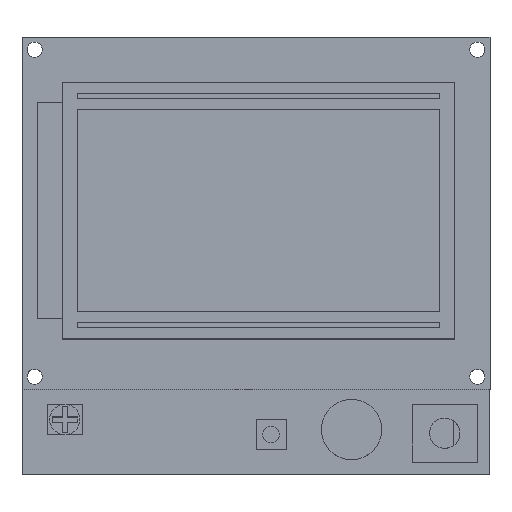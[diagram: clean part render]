
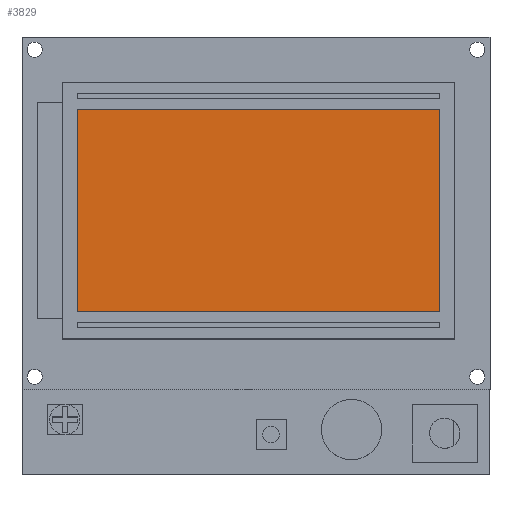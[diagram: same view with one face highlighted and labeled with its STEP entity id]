
A CAD part, top view. The second image highlights one B-rep face of the part: STEP entity #3829.
In plain terms, the highlighted planar face has unit normal (0, 0, 1).
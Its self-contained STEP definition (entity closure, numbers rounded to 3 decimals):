
#379 = EDGE_LOOP ( 'NONE', ( #5455, #5512, #5480, #5497 ) ) ;
#513 = VECTOR ( 'NONE', #4550, 1000. ) ;
#571 = VECTOR ( 'NONE', #4613, 1000. ) ;
#659 = VECTOR ( 'NONE', #4373, 1000. ) ;
#662 = VECTOR ( 'NONE', #4454, 1000. ) ;
#833 = FACE_OUTER_BOUND ( 'NONE', #379, .T. ) ;
#839 = AXIS2_PLACEMENT_3D ( 'NONE', #1779, #1780, #1781 ) ;
#1778 = PLANE ( 'NONE',  #839 ) ;
#1779 = CARTESIAN_POINT ( 'NONE',  ( 0., 0., 7. ) ) ;
#1780 = DIRECTION ( 'NONE',  ( 0., 0., 1. ) ) ;
#1781 = DIRECTION ( 'NONE',  ( 1., 0., 0. ) ) ;
#3471 = CARTESIAN_POINT ( 'NONE',  ( 36., 5.5, 7. ) ) ;
#3486 = CARTESIAN_POINT ( 'NONE',  ( -36., 5.5, 7. ) ) ;
#3531 = CARTESIAN_POINT ( 'NONE',  ( 36., 45.5, 7. ) ) ;
#3540 = CARTESIAN_POINT ( 'NONE',  ( -36., 45.5, 7. ) ) ;
#3589 = EDGE_CURVE ( 'NONE', #5342, #5351, #4371, .T. ) ;
#3616 = EDGE_CURVE ( 'NONE', #5297, #5282, #4452, .T. ) ;
#3648 = EDGE_CURVE ( 'NONE', #5282, #5342, #4548, .T. ) ;
#3669 = EDGE_CURVE ( 'NONE', #5351, #5297, #4611, .T. ) ;
#3829 = ADVANCED_FACE ( 'NONE', ( #833 ), #1778, .T. ) ;
#4371 = LINE ( 'NONE', #4372, #659 ) ;
#4372 = CARTESIAN_POINT ( 'NONE',  ( -36., 45.5, 7. ) ) ;
#4373 = DIRECTION ( 'NONE',  ( -1., 0., 0. ) ) ;
#4452 = LINE ( 'NONE', #4453, #662 ) ;
#4453 = CARTESIAN_POINT ( 'NONE',  ( -36., 5.5, 7. ) ) ;
#4454 = DIRECTION ( 'NONE',  ( 1., 0., 0. ) ) ;
#4548 = LINE ( 'NONE', #4549, #513 ) ;
#4549 = CARTESIAN_POINT ( 'NONE',  ( 36., 45.5, 7. ) ) ;
#4550 = DIRECTION ( 'NONE',  ( 0., 1., 0. ) ) ;
#4611 = LINE ( 'NONE', #4612, #571 ) ;
#4612 = CARTESIAN_POINT ( 'NONE',  ( -36., 45.5, 7. ) ) ;
#4613 = DIRECTION ( 'NONE',  ( 0., -1., 0. ) ) ;
#5282 = VERTEX_POINT ( 'NONE', #3471 ) ;
#5297 = VERTEX_POINT ( 'NONE', #3486 ) ;
#5342 = VERTEX_POINT ( 'NONE', #3531 ) ;
#5351 = VERTEX_POINT ( 'NONE', #3540 ) ;
#5455 = ORIENTED_EDGE ( 'NONE', *, *, #3669, .T. ) ;
#5480 = ORIENTED_EDGE ( 'NONE', *, *, #3648, .T. ) ;
#5497 = ORIENTED_EDGE ( 'NONE', *, *, #3589, .T. ) ;
#5512 = ORIENTED_EDGE ( 'NONE', *, *, #3616, .T. ) ;
